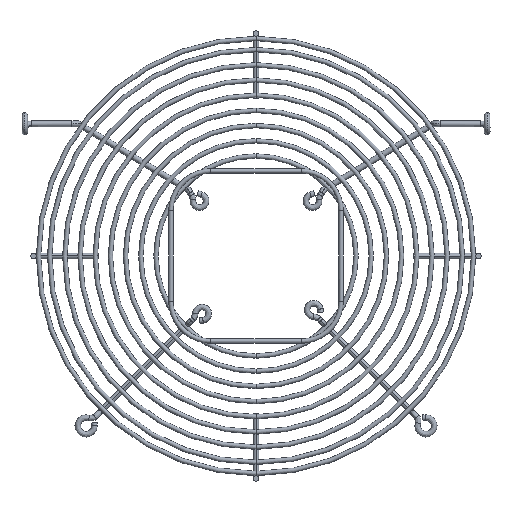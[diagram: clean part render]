
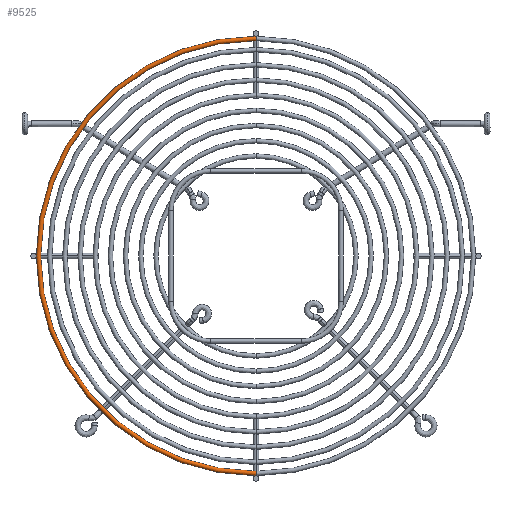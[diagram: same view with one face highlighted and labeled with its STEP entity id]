
A CAD part, front view. The second image highlights one B-rep face of the part: STEP entity #9525.
In plain terms, the highlighted toroidal (fillet/blend) face has major radius 131.17 mm and minor radius 1.33 mm.
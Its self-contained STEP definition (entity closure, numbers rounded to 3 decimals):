
#150 = FACE_OUTER_BOUND ( 'NONE', #2129, .T. ) ;
#231 = EDGE_CURVE ( 'NONE', #7089, #3850, #9615, .T. ) ;
#467 = AXIS2_PLACEMENT_3D ( 'NONE', #7993, #8703, #3083 ) ;
#921 = ORIENTED_EDGE ( 'NONE', *, *, #4498, .F. ) ;
#1230 = ORIENTED_EDGE ( 'NONE', *, *, #2128, .T. ) ;
#1401 = AXIS2_PLACEMENT_3D ( 'NONE', #7912, #10408, #8025 ) ;
#1544 = AXIS2_PLACEMENT_3D ( 'NONE', #2689, #9279, #8470 ) ;
#1922 = CIRCLE ( 'NONE', #7270, 1.33 ) ;
#2128 = EDGE_CURVE ( 'NONE', #7589, #3850, #10668, .T. ) ;
#2129 = EDGE_LOOP ( 'NONE', ( #921, #9621, #1230, #8352 ) ) ;
#2413 = TOROIDAL_SURFACE ( 'NONE', #1544, 131.17, 1.33 ) ;
#2560 = CARTESIAN_POINT ( 'NONE',  ( 0., -33.31, -129.84 ) ) ;
#2689 = CARTESIAN_POINT ( 'NONE',  ( 0., -33.31, 0. ) ) ;
#3014 = CARTESIAN_POINT ( 'NONE',  ( 0., -33.31, 131.17 ) ) ;
#3083 = DIRECTION ( 'NONE',  ( 0., 0., -1. ) ) ;
#3573 = CIRCLE ( 'NONE', #467, 132.5 ) ;
#3850 = VERTEX_POINT ( 'NONE', #2560 ) ;
#4098 = EDGE_CURVE ( 'NONE', #7663, #7589, #3573, .T. ) ;
#4498 = EDGE_CURVE ( 'NONE', #7663, #7089, #1922, .T. ) ;
#4528 = DIRECTION ( 'NONE',  ( 0., 0., -1. ) ) ;
#5117 = CARTESIAN_POINT ( 'NONE',  ( 0., -33.31, 132.5 ) ) ;
#5997 = AXIS2_PLACEMENT_3D ( 'NONE', #7473, #9868, #8236 ) ;
#6751 = CARTESIAN_POINT ( 'NONE',  ( 0., -33.31, -132.5 ) ) ;
#7089 = VERTEX_POINT ( 'NONE', #8381 ) ;
#7270 = AXIS2_PLACEMENT_3D ( 'NONE', #3014, #9557, #4528 ) ;
#7473 = CARTESIAN_POINT ( 'NONE',  ( 0., -33.31, -131.17 ) ) ;
#7589 = VERTEX_POINT ( 'NONE', #6751 ) ;
#7663 = VERTEX_POINT ( 'NONE', #5117 ) ;
#7912 = CARTESIAN_POINT ( 'NONE',  ( 0., -33.31, 0. ) ) ;
#7993 = CARTESIAN_POINT ( 'NONE',  ( 0., -33.31, 0. ) ) ;
#8025 = DIRECTION ( 'NONE',  ( 0., 0., -1. ) ) ;
#8236 = DIRECTION ( 'NONE',  ( 0., 0., 1. ) ) ;
#8352 = ORIENTED_EDGE ( 'NONE', *, *, #231, .F. ) ;
#8381 = CARTESIAN_POINT ( 'NONE',  ( 0., -33.31, 129.84 ) ) ;
#8470 = DIRECTION ( 'NONE',  ( 0., 0., -1. ) ) ;
#8703 = DIRECTION ( 'NONE',  ( 0., -1., 0. ) ) ;
#9279 = DIRECTION ( 'NONE',  ( 0., -1., 0. ) ) ;
#9525 = ADVANCED_FACE ( 'NONE', ( #150 ), #2413, .T. ) ;
#9557 = DIRECTION ( 'NONE',  ( 1., 0., 0. ) ) ;
#9615 = CIRCLE ( 'NONE', #1401, 129.84 ) ;
#9621 = ORIENTED_EDGE ( 'NONE', *, *, #4098, .T. ) ;
#9868 = DIRECTION ( 'NONE',  ( -1., 0., 0. ) ) ;
#10408 = DIRECTION ( 'NONE',  ( 0., -1., 0. ) ) ;
#10668 = CIRCLE ( 'NONE', #5997, 1.33 ) ;
